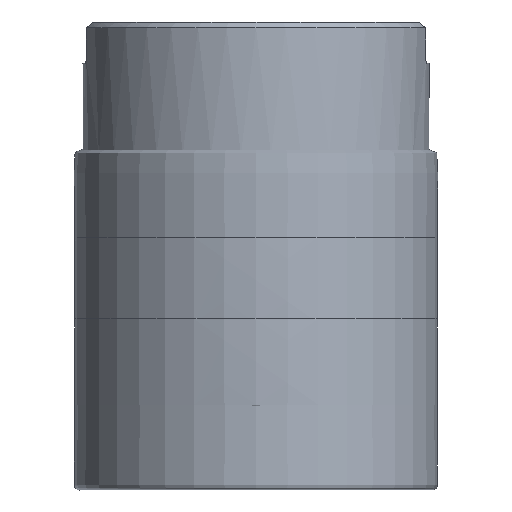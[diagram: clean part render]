
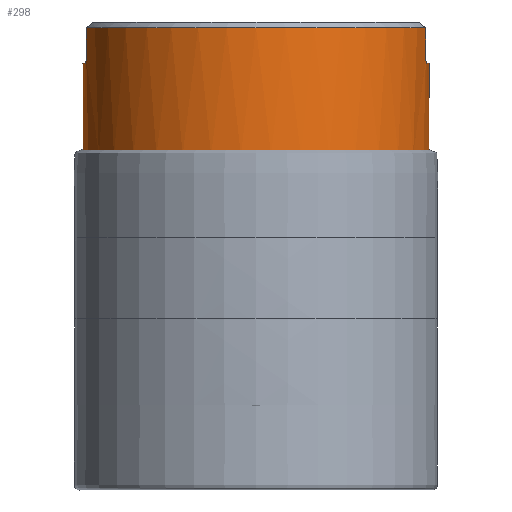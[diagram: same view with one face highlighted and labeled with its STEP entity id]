
A CAD part, left-side view. The second image highlights one B-rep face of the part: STEP entity #298.
In plain terms, the highlighted cylindrical face has radius 30 mm (diameter 60 mm), a full revolution.
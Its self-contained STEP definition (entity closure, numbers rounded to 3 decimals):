
#192=LINE('',#1814,#216);
#193=LINE('',#1818,#217);
#194=LINE('',#1856,#218);
#195=LINE('',#1860,#219);
#216=VECTOR('',#1480,1.);
#217=VECTOR('',#1483,1.);
#218=VECTOR('',#1486,1.);
#219=VECTOR('',#1489,1.);
#240=B_SPLINE_CURVE_WITH_KNOTS('',3,(#1796,#1797,#1798,#1799,#1800,#1801,
#1802,#1803,#1804,#1805,#1806,#1807,#1808,#1809,#1810,#1811),
 .UNSPECIFIED.,.F.,.F.,(4,3,3,3,3,4),(0.,0.21,0.419,
0.631,0.847,1.),.UNSPECIFIED.);
#241=B_SPLINE_CURVE_WITH_KNOTS('',3,(#1820,#1821,#1822,#1823,#1824,#1825,
#1826,#1827,#1828,#1829,#1830,#1831,#1832,#1833,#1834,#1835),
 .UNSPECIFIED.,.F.,.F.,(4,3,3,3,3,4),(0.,0.22,0.439,
0.658,0.873,1.),.UNSPECIFIED.);
#242=B_SPLINE_CURVE_WITH_KNOTS('',3,(#1839,#1840,#1841,#1842,#1843,#1844,
#1845,#1846,#1847,#1848,#1849,#1850,#1851,#1852,#1853,#1854),
 .UNSPECIFIED.,.F.,.F.,(4,3,3,3,3,4),(0.,0.21,0.419,
0.631,0.847,1.),.UNSPECIFIED.);
#243=B_SPLINE_CURVE_WITH_KNOTS('',3,(#1862,#1863,#1864,#1865,#1866,#1867,
#1868,#1869,#1870,#1871,#1872,#1873,#1874,#1875,#1876,#1877),
 .UNSPECIFIED.,.F.,.F.,(4,3,3,3,3,4),(0.,0.22,0.439,
0.658,0.873,1.),.UNSPECIFIED.);
#298=ADVANCED_FACE('',(#374,#375),#360,.T.);
#360=CYLINDRICAL_SURFACE('',#1309,30.);
#374=FACE_BOUND('',#450,.T.);
#375=FACE_BOUND('',#451,.T.);
#450=EDGE_LOOP('',(#548));
#451=EDGE_LOOP('',(#549,#550,#551,#552,#553,#554,#555,#556,#557,#558,#559,
#560));
#548=ORIENTED_EDGE('',*,*,#838,.T.);
#549=ORIENTED_EDGE('',*,*,#839,.F.);
#550=ORIENTED_EDGE('',*,*,#840,.T.);
#551=ORIENTED_EDGE('',*,*,#841,.T.);
#552=ORIENTED_EDGE('',*,*,#842,.T.);
#553=ORIENTED_EDGE('',*,*,#843,.F.);
#554=ORIENTED_EDGE('',*,*,#844,.T.);
#555=ORIENTED_EDGE('',*,*,#845,.F.);
#556=ORIENTED_EDGE('',*,*,#846,.T.);
#557=ORIENTED_EDGE('',*,*,#847,.T.);
#558=ORIENTED_EDGE('',*,*,#848,.T.);
#559=ORIENTED_EDGE('',*,*,#849,.F.);
#560=ORIENTED_EDGE('',*,*,#850,.T.);
#756=VERTEX_POINT('',#1795);
#757=VERTEX_POINT('',#1812);
#758=VERTEX_POINT('',#1813);
#759=VERTEX_POINT('',#1815);
#760=VERTEX_POINT('',#1817);
#761=VERTEX_POINT('',#1819);
#762=VERTEX_POINT('',#1836);
#763=VERTEX_POINT('',#1838);
#764=VERTEX_POINT('',#1855);
#765=VERTEX_POINT('',#1857);
#766=VERTEX_POINT('',#1859);
#767=VERTEX_POINT('',#1861);
#768=VERTEX_POINT('',#1878);
#838=EDGE_CURVE('',#756,#756,#942,.T.);
#839=EDGE_CURVE('',#757,#758,#240,.T.);
#840=EDGE_CURVE('',#757,#759,#192,.T.);
#841=EDGE_CURVE('',#759,#760,#943,.T.);
#842=EDGE_CURVE('',#760,#761,#193,.T.);
#843=EDGE_CURVE('',#762,#761,#241,.T.);
#844=EDGE_CURVE('',#762,#763,#944,.T.);
#845=EDGE_CURVE('',#764,#763,#242,.T.);
#846=EDGE_CURVE('',#764,#765,#194,.T.);
#847=EDGE_CURVE('',#765,#766,#945,.T.);
#848=EDGE_CURVE('',#766,#767,#195,.T.);
#849=EDGE_CURVE('',#768,#767,#243,.T.);
#850=EDGE_CURVE('',#768,#758,#946,.T.);
#942=CIRCLE('',#1304,30.);
#943=CIRCLE('',#1305,30.);
#944=CIRCLE('',#1306,30.);
#945=CIRCLE('',#1307,30.);
#946=CIRCLE('',#1308,30.);
#1304=AXIS2_PLACEMENT_3D('',#1794,#1478,#1479);
#1305=AXIS2_PLACEMENT_3D('',#1816,#1481,#1482);
#1306=AXIS2_PLACEMENT_3D('',#1837,#1484,#1485);
#1307=AXIS2_PLACEMENT_3D('',#1858,#1487,#1488);
#1308=AXIS2_PLACEMENT_3D('',#1879,#1490,#1491);
#1309=AXIS2_PLACEMENT_3D('',#1880,#1492,#1493);
#1478=DIRECTION('',(0.,0.,1.));
#1479=DIRECTION('',(0.707,-0.707,0.));
#1480=DIRECTION('',(0.,0.,1.));
#1481=DIRECTION('',(0.,0.,-1.));
#1482=DIRECTION('',(0.707,-0.707,0.));
#1483=DIRECTION('',(0.,0.,-1.));
#1484=DIRECTION('',(0.,0.,-1.));
#1485=DIRECTION('',(0.707,-0.707,0.));
#1486=DIRECTION('',(0.,0.,1.));
#1487=DIRECTION('',(0.,0.,-1.));
#1488=DIRECTION('',(0.707,-0.707,0.));
#1489=DIRECTION('',(0.,0.,-1.));
#1490=DIRECTION('',(0.,0.,-1.));
#1491=DIRECTION('',(0.707,-0.707,0.));
#1492=DIRECTION('',(0.,0.,1.));
#1493=DIRECTION('',(0.707,-0.707,0.));
#1794=CARTESIAN_POINT('',(0.,0.,-23.071));
#1795=CARTESIAN_POINT('',(21.213,-21.213,-23.071));
#1796=CARTESIAN_POINT('',(-6.227,-29.347,-6.11));
#1797=CARTESIAN_POINT('',(-6.227,-29.347,-6.22));
#1798=CARTESIAN_POINT('',(-6.209,-29.351,-6.332));
#1799=CARTESIAN_POINT('',(-6.173,-29.358,-6.436));
#1800=CARTESIAN_POINT('',(-6.137,-29.366,-6.54));
#1801=CARTESIAN_POINT('',(-6.083,-29.377,-6.639));
#1802=CARTESIAN_POINT('',(-6.016,-29.391,-6.725));
#1803=CARTESIAN_POINT('',(-5.948,-29.404,-6.812));
#1804=CARTESIAN_POINT('',(-5.865,-29.421,-6.888));
#1805=CARTESIAN_POINT('',(-5.773,-29.439,-6.948));
#1806=CARTESIAN_POINT('',(-5.679,-29.458,-7.009));
#1807=CARTESIAN_POINT('',(-5.573,-29.478,-7.055));
#1808=CARTESIAN_POINT('',(-5.465,-29.498,-7.081));
#1809=CARTESIAN_POINT('',(-5.387,-29.512,-7.1));
#1810=CARTESIAN_POINT('',(-5.307,-29.527,-7.11));
#1811=CARTESIAN_POINT('',(-5.227,-29.541,-7.11));
#1812=CARTESIAN_POINT('',(-6.227,-29.347,-6.11));
#1813=CARTESIAN_POINT('',(-5.227,-29.541,-7.11));
#1814=CARTESIAN_POINT('',(-6.228,-29.347,0.));
#1815=CARTESIAN_POINT('',(-6.228,-29.347,-1.));
#1816=CARTESIAN_POINT('',(0.,0.,-1.));
#1817=CARTESIAN_POINT('',(-6.228,29.347,-1.));
#1818=CARTESIAN_POINT('',(-6.228,29.347,0.));
#1819=CARTESIAN_POINT('',(-6.227,29.347,-6.11));
#1820=CARTESIAN_POINT('',(-5.227,29.541,-7.11));
#1821=CARTESIAN_POINT('',(-5.341,29.521,-7.11));
#1822=CARTESIAN_POINT('',(-5.456,29.5,-7.09));
#1823=CARTESIAN_POINT('',(-5.563,29.48,-7.052));
#1824=CARTESIAN_POINT('',(-5.67,29.459,-7.014));
#1825=CARTESIAN_POINT('',(-5.772,29.44,-6.956));
#1826=CARTESIAN_POINT('',(-5.86,29.422,-6.884));
#1827=CARTESIAN_POINT('',(-5.948,29.405,-6.812));
#1828=CARTESIAN_POINT('',(-6.025,29.389,-6.724));
#1829=CARTESIAN_POINT('',(-6.084,29.377,-6.626));
#1830=CARTESIAN_POINT('',(-6.142,29.365,-6.53));
#1831=CARTESIAN_POINT('',(-6.184,29.356,-6.422));
#1832=CARTESIAN_POINT('',(-6.207,29.351,-6.311));
#1833=CARTESIAN_POINT('',(-6.221,29.348,-6.245));
#1834=CARTESIAN_POINT('',(-6.227,29.347,-6.177));
#1835=CARTESIAN_POINT('',(-6.227,29.347,-6.11));
#1836=CARTESIAN_POINT('',(-5.227,29.541,-7.11));
#1837=CARTESIAN_POINT('',(0.,0.,-7.11));
#1838=CARTESIAN_POINT('',(5.227,29.541,-7.11));
#1839=CARTESIAN_POINT('',(6.228,29.347,-6.11));
#1840=CARTESIAN_POINT('',(6.228,29.347,-6.22));
#1841=CARTESIAN_POINT('',(6.209,29.351,-6.332));
#1842=CARTESIAN_POINT('',(6.173,29.358,-6.436));
#1843=CARTESIAN_POINT('',(6.137,29.366,-6.54));
#1844=CARTESIAN_POINT('',(6.083,29.377,-6.639));
#1845=CARTESIAN_POINT('',(6.016,29.391,-6.725));
#1846=CARTESIAN_POINT('',(5.948,29.404,-6.812));
#1847=CARTESIAN_POINT('',(5.865,29.421,-6.888));
#1848=CARTESIAN_POINT('',(5.773,29.439,-6.948));
#1849=CARTESIAN_POINT('',(5.679,29.458,-7.009));
#1850=CARTESIAN_POINT('',(5.573,29.478,-7.055));
#1851=CARTESIAN_POINT('',(5.465,29.498,-7.081));
#1852=CARTESIAN_POINT('',(5.387,29.512,-7.1));
#1853=CARTESIAN_POINT('',(5.307,29.527,-7.11));
#1854=CARTESIAN_POINT('',(5.227,29.541,-7.11));
#1855=CARTESIAN_POINT('',(6.228,29.347,-6.11));
#1856=CARTESIAN_POINT('',(6.228,29.347,0.));
#1857=CARTESIAN_POINT('',(6.228,29.347,-1.));
#1858=CARTESIAN_POINT('',(0.,0.,-1.));
#1859=CARTESIAN_POINT('',(6.227,-29.347,-1.));
#1860=CARTESIAN_POINT('',(6.227,-29.347,0.));
#1861=CARTESIAN_POINT('',(6.227,-29.347,-6.11));
#1862=CARTESIAN_POINT('',(5.227,-29.541,-7.11));
#1863=CARTESIAN_POINT('',(5.341,-29.521,-7.11));
#1864=CARTESIAN_POINT('',(5.456,-29.5,-7.09));
#1865=CARTESIAN_POINT('',(5.563,-29.48,-7.052));
#1866=CARTESIAN_POINT('',(5.67,-29.459,-7.014));
#1867=CARTESIAN_POINT('',(5.772,-29.44,-6.956));
#1868=CARTESIAN_POINT('',(5.86,-29.422,-6.884));
#1869=CARTESIAN_POINT('',(5.948,-29.405,-6.812));
#1870=CARTESIAN_POINT('',(6.025,-29.389,-6.724));
#1871=CARTESIAN_POINT('',(6.084,-29.377,-6.626));
#1872=CARTESIAN_POINT('',(6.142,-29.365,-6.53));
#1873=CARTESIAN_POINT('',(6.184,-29.356,-6.422));
#1874=CARTESIAN_POINT('',(6.207,-29.351,-6.311));
#1875=CARTESIAN_POINT('',(6.221,-29.348,-6.245));
#1876=CARTESIAN_POINT('',(6.227,-29.347,-6.177));
#1877=CARTESIAN_POINT('',(6.227,-29.347,-6.11));
#1878=CARTESIAN_POINT('',(5.227,-29.541,-7.11));
#1879=CARTESIAN_POINT('',(0.,0.,-7.11));
#1880=CARTESIAN_POINT('',(0.,0.,0.));
